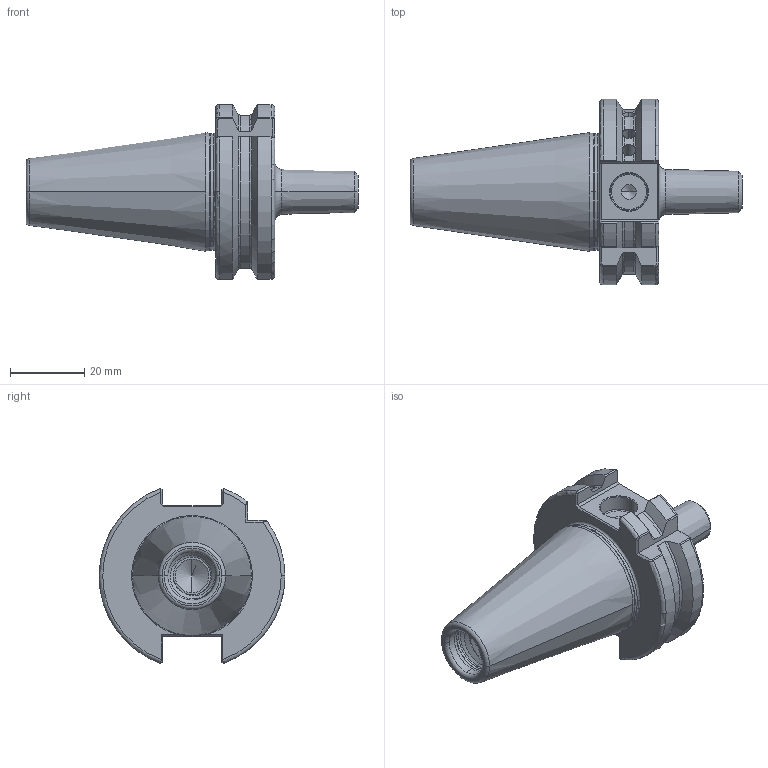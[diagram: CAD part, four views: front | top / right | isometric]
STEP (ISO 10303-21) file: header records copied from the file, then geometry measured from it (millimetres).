
FILE_DESCRIPTION (( 'STEP AP203' ), '1' );
FILE_NAME ('302.14.12.STEP', '2016-07-25T03:47:02', ( '' ), ( '' ), 'SwSTEP 2.0', 'SolidWorks 2012', '' );
FILE_SCHEMA (( 'CONFIG_CONTROL_DESIGN' ));
Length unit declared in the file: millimetre
Products named in the file (1): 302.14.12
Bounding box: 89.3 x 50 x 47.05 mm (x, y, z)
Volume: 50333.1 mm3; surface area: 12826.8 mm2
Topology: 1 solids, 1 shells, 183 faces, 470 edges, 283 vertices
Faces by surface type: cylinder 53, plane 50, cone 35, torus 30, bspline 15
Entity records: 9906 total; most frequent: CARTESIAN_POINT 5763, ORIENTED_EDGE 916, DIRECTION 775, EDGE_CURVE 458, AXIS2_PLACEMENT_3D 303, VERTEX_POINT 283, EDGE_LOOP 189, FACE_OUTER_BOUND 183
